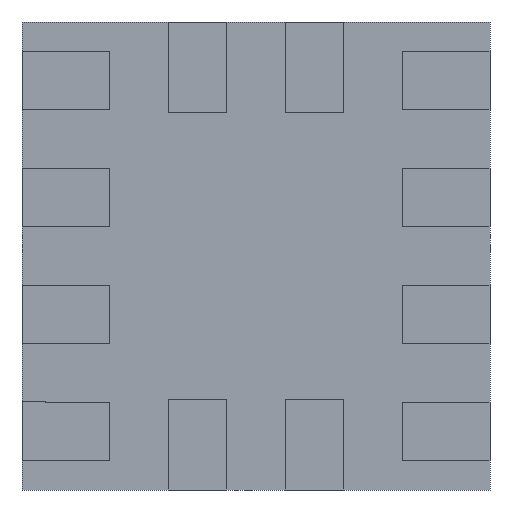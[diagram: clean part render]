
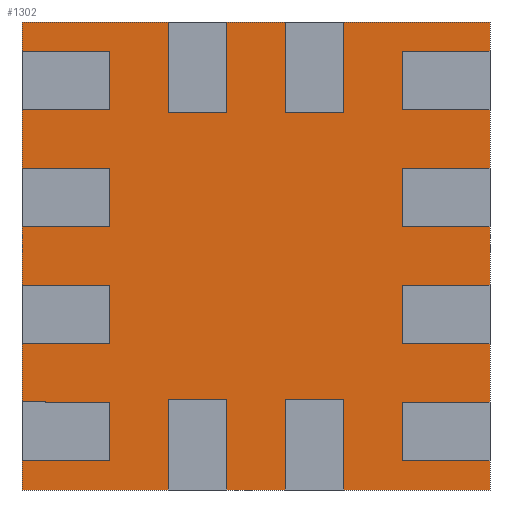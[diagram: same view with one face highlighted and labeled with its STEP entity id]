
A CAD part, front view. The second image highlights one B-rep face of the part: STEP entity #1302.
In plain terms, the highlighted planar face has unit normal (0, -1, 0).
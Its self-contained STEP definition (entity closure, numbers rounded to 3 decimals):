
#125=FACE_OUTER_BOUND('',#208,.T.);
#208=EDGE_LOOP('',(#1136,#1137,#1138,#1139));
#360=LINE('',#2081,#523);
#364=LINE('',#2089,#527);
#367=LINE('',#2095,#530);
#370=LINE('',#2100,#533);
#523=VECTOR('',#1724,10.);
#527=VECTOR('',#1730,10.);
#530=VECTOR('',#1735,10.);
#533=VECTOR('',#1740,10.);
#637=VERTEX_POINT('',#2079);
#638=VERTEX_POINT('',#2080);
#641=VERTEX_POINT('',#2088);
#643=VERTEX_POINT('',#2094);
#798=EDGE_CURVE('',#637,#638,#360,.T.);
#802=EDGE_CURVE('',#638,#641,#364,.T.);
#805=EDGE_CURVE('',#641,#643,#367,.T.);
#808=EDGE_CURVE('',#643,#637,#370,.T.);
#1136=ORIENTED_EDGE('',*,*,#808,.T.);
#1137=ORIENTED_EDGE('',*,*,#798,.T.);
#1138=ORIENTED_EDGE('',*,*,#802,.T.);
#1139=ORIENTED_EDGE('',*,*,#805,.T.);
#1220=PLANE('',#1412);
#1302=ADVANCED_FACE('',(#125),#1220,.F.);
#1412=AXIS2_PLACEMENT_3D('',#2103,#1744,#1745);
#1724=DIRECTION('',(0.,0.,1.));
#1730=DIRECTION('',(-1.,0.,0.));
#1735=DIRECTION('',(0.,0.,-1.));
#1740=DIRECTION('',(1.,0.,0.));
#1744=DIRECTION('center_axis',(0.,1.,0.));
#1745=DIRECTION('ref_axis',(-1.,0.,0.));
#2079=CARTESIAN_POINT('',(1.,0.1,-1.));
#2080=CARTESIAN_POINT('',(1.,0.1,1.));
#2081=CARTESIAN_POINT('',(1.,0.1,-1.));
#2088=CARTESIAN_POINT('',(-1.,0.1,1.));
#2089=CARTESIAN_POINT('',(1.,0.1,1.));
#2094=CARTESIAN_POINT('',(-1.,0.1,-1.));
#2095=CARTESIAN_POINT('',(-1.,0.1,1.));
#2100=CARTESIAN_POINT('',(-1.,0.1,-1.));
#2103=CARTESIAN_POINT('Origin',(0.,0.1,0.));
